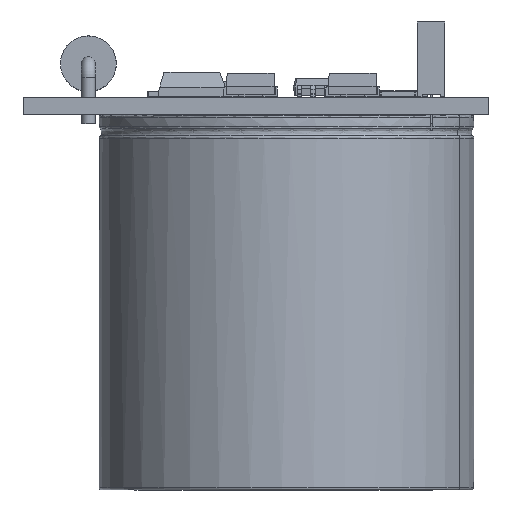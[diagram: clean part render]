
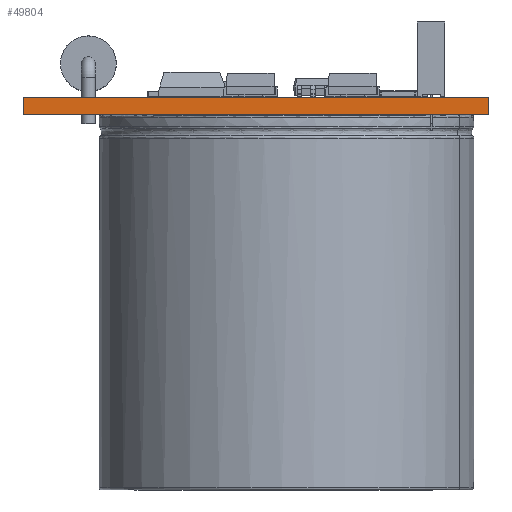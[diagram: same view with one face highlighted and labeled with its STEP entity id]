
A CAD part, left-side view. The second image highlights one B-rep face of the part: STEP entity #49804.
In plain terms, the highlighted planar face has unit normal (-1, 0, 0).
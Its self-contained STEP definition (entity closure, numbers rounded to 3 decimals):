
#49623 = PLANE('',#49624);
#49624 = AXIS2_PLACEMENT_3D('',#49625,#49626,#49627);
#49625 = CARTESIAN_POINT('',(249.5,-80.,0.));
#49626 = DIRECTION('',(0.,-1.,0.));
#49627 = DIRECTION('',(-1.,0.,0.));
#49648 = VERTEX_POINT('',#49649);
#49649 = CARTESIAN_POINT('',(192.5,-80.,1.6));
#49663 = PLANE('',#49664);
#49664 = AXIS2_PLACEMENT_3D('',#49665,#49666,#49667);
#49665 = CARTESIAN_POINT('',(221.,-101.75,1.6));
#49666 = DIRECTION('',(0.,0.,1.));
#49667 = DIRECTION('',(1.,0.,0.));
#49675 = EDGE_CURVE('',#49676,#49648,#49678,.T.);
#49676 = VERTEX_POINT('',#49677);
#49677 = CARTESIAN_POINT('',(192.5,-80.,0.));
#49678 = SURFACE_CURVE('',#49679,(#49683,#49690),.PCURVE_S1.);
#49679 = LINE('',#49680,#49681);
#49680 = CARTESIAN_POINT('',(192.5,-80.,0.));
#49681 = VECTOR('',#49682,1.);
#49682 = DIRECTION('',(0.,0.,1.));
#49683 = PCURVE('',#49623,#49684);
#49684 = DEFINITIONAL_REPRESENTATION('',(#49685),#49689);
#49685 = LINE('',#49686,#49687);
#49686 = CARTESIAN_POINT('',(57.,0.));
#49687 = VECTOR('',#49688,1.);
#49688 = DIRECTION('',(0.,-1.));
#49689 = ( GEOMETRIC_REPRESENTATION_CONTEXT(2) 
PARAMETRIC_REPRESENTATION_CONTEXT() REPRESENTATION_CONTEXT('2D SPACE',''
  ) );
#49690 = PCURVE('',#49691,#49696);
#49691 = PLANE('',#49692);
#49692 = AXIS2_PLACEMENT_3D('',#49693,#49694,#49695);
#49693 = CARTESIAN_POINT('',(192.5,-80.,0.));
#49694 = DIRECTION('',(1.,0.,0.));
#49695 = DIRECTION('',(0.,-1.,0.));
#49696 = DEFINITIONAL_REPRESENTATION('',(#49697),#49701);
#49697 = LINE('',#49698,#49699);
#49698 = CARTESIAN_POINT('',(0.,0.));
#49699 = VECTOR('',#49700,1.);
#49700 = DIRECTION('',(0.,-1.));
#49701 = ( GEOMETRIC_REPRESENTATION_CONTEXT(2) 
PARAMETRIC_REPRESENTATION_CONTEXT() REPRESENTATION_CONTEXT('2D SPACE',''
  ) );
#49717 = PLANE('',#49718);
#49718 = AXIS2_PLACEMENT_3D('',#49719,#49720,#49721);
#49719 = CARTESIAN_POINT('',(221.,-101.75,0.));
#49720 = DIRECTION('',(0.,0.,1.));
#49721 = DIRECTION('',(1.,0.,0.));
#49750 = PLANE('',#49751);
#49751 = AXIS2_PLACEMENT_3D('',#49752,#49753,#49754);
#49752 = CARTESIAN_POINT('',(192.5,-123.5,0.));
#49753 = DIRECTION('',(0.,1.,0.));
#49754 = DIRECTION('',(1.,0.,0.));
#49804 = ADVANCED_FACE('',(#49805),#49691,.F.);
#49805 = FACE_BOUND('',#49806,.F.);
#49806 = EDGE_LOOP('',(#49807,#49808,#49831,#49854));
#49807 = ORIENTED_EDGE('',*,*,#49675,.T.);
#49808 = ORIENTED_EDGE('',*,*,#49809,.T.);
#49809 = EDGE_CURVE('',#49648,#49810,#49812,.T.);
#49810 = VERTEX_POINT('',#49811);
#49811 = CARTESIAN_POINT('',(192.5,-123.5,1.6));
#49812 = SURFACE_CURVE('',#49813,(#49817,#49824),.PCURVE_S1.);
#49813 = LINE('',#49814,#49815);
#49814 = CARTESIAN_POINT('',(192.5,-80.,1.6));
#49815 = VECTOR('',#49816,1.);
#49816 = DIRECTION('',(0.,-1.,0.));
#49817 = PCURVE('',#49691,#49818);
#49818 = DEFINITIONAL_REPRESENTATION('',(#49819),#49823);
#49819 = LINE('',#49820,#49821);
#49820 = CARTESIAN_POINT('',(0.,-1.6));
#49821 = VECTOR('',#49822,1.);
#49822 = DIRECTION('',(1.,0.));
#49823 = ( GEOMETRIC_REPRESENTATION_CONTEXT(2) 
PARAMETRIC_REPRESENTATION_CONTEXT() REPRESENTATION_CONTEXT('2D SPACE',''
  ) );
#49824 = PCURVE('',#49663,#49825);
#49825 = DEFINITIONAL_REPRESENTATION('',(#49826),#49830);
#49826 = LINE('',#49827,#49828);
#49827 = CARTESIAN_POINT('',(-28.5,21.75));
#49828 = VECTOR('',#49829,1.);
#49829 = DIRECTION('',(0.,-1.));
#49830 = ( GEOMETRIC_REPRESENTATION_CONTEXT(2) 
PARAMETRIC_REPRESENTATION_CONTEXT() REPRESENTATION_CONTEXT('2D SPACE',''
  ) );
#49831 = ORIENTED_EDGE('',*,*,#49832,.F.);
#49832 = EDGE_CURVE('',#49833,#49810,#49835,.T.);
#49833 = VERTEX_POINT('',#49834);
#49834 = CARTESIAN_POINT('',(192.5,-123.5,0.));
#49835 = SURFACE_CURVE('',#49836,(#49840,#49847),.PCURVE_S1.);
#49836 = LINE('',#49837,#49838);
#49837 = CARTESIAN_POINT('',(192.5,-123.5,0.));
#49838 = VECTOR('',#49839,1.);
#49839 = DIRECTION('',(0.,0.,1.));
#49840 = PCURVE('',#49691,#49841);
#49841 = DEFINITIONAL_REPRESENTATION('',(#49842),#49846);
#49842 = LINE('',#49843,#49844);
#49843 = CARTESIAN_POINT('',(43.5,0.));
#49844 = VECTOR('',#49845,1.);
#49845 = DIRECTION('',(0.,-1.));
#49846 = ( GEOMETRIC_REPRESENTATION_CONTEXT(2) 
PARAMETRIC_REPRESENTATION_CONTEXT() REPRESENTATION_CONTEXT('2D SPACE',''
  ) );
#49847 = PCURVE('',#49750,#49848);
#49848 = DEFINITIONAL_REPRESENTATION('',(#49849),#49853);
#49849 = LINE('',#49850,#49851);
#49850 = CARTESIAN_POINT('',(0.,0.));
#49851 = VECTOR('',#49852,1.);
#49852 = DIRECTION('',(0.,-1.));
#49853 = ( GEOMETRIC_REPRESENTATION_CONTEXT(2) 
PARAMETRIC_REPRESENTATION_CONTEXT() REPRESENTATION_CONTEXT('2D SPACE',''
  ) );
#49854 = ORIENTED_EDGE('',*,*,#49855,.F.);
#49855 = EDGE_CURVE('',#49676,#49833,#49856,.T.);
#49856 = SURFACE_CURVE('',#49857,(#49861,#49868),.PCURVE_S1.);
#49857 = LINE('',#49858,#49859);
#49858 = CARTESIAN_POINT('',(192.5,-80.,0.));
#49859 = VECTOR('',#49860,1.);
#49860 = DIRECTION('',(0.,-1.,0.));
#49861 = PCURVE('',#49691,#49862);
#49862 = DEFINITIONAL_REPRESENTATION('',(#49863),#49867);
#49863 = LINE('',#49864,#49865);
#49864 = CARTESIAN_POINT('',(0.,0.));
#49865 = VECTOR('',#49866,1.);
#49866 = DIRECTION('',(1.,0.));
#49867 = ( GEOMETRIC_REPRESENTATION_CONTEXT(2) 
PARAMETRIC_REPRESENTATION_CONTEXT() REPRESENTATION_CONTEXT('2D SPACE',''
  ) );
#49868 = PCURVE('',#49717,#49869);
#49869 = DEFINITIONAL_REPRESENTATION('',(#49870),#49874);
#49870 = LINE('',#49871,#49872);
#49871 = CARTESIAN_POINT('',(-28.5,21.75));
#49872 = VECTOR('',#49873,1.);
#49873 = DIRECTION('',(0.,-1.));
#49874 = ( GEOMETRIC_REPRESENTATION_CONTEXT(2) 
PARAMETRIC_REPRESENTATION_CONTEXT() REPRESENTATION_CONTEXT('2D SPACE',''
  ) );
